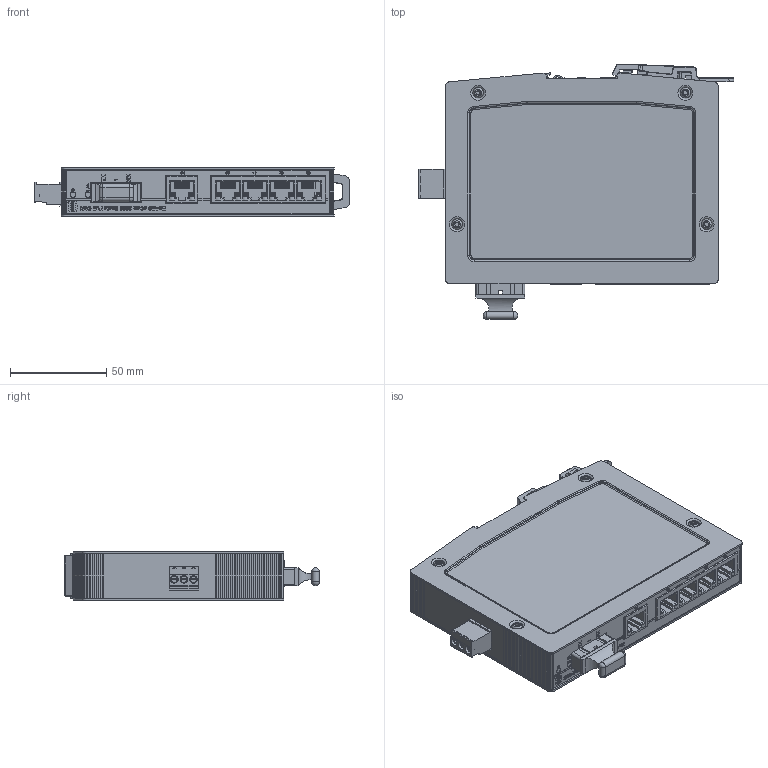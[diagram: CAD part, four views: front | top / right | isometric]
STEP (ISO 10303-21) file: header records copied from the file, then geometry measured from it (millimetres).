
FILE_DESCRIPTION(/* description */ (''),/* implementation_level */ '2;1');
FILE_NAME(/* name */ '100576702ugm000_a.stp',/* time_stamp */ '2014-05-07T12:38:35+02:00',/* author */ (''),/* organization */ (''),/* preprocessor_version */ 'ST-DEVELOPER v15',/* originating_system */ 'SIEMENS PLM Software NX 8.5',/* authorisation */ '');
FILE_SCHEMA (('AUTOMOTIVE_DESIGN { 1 0 10303 214 3 1 1 1 }'));
Products named in the file (1): 100576702ugm000_a
Bounding box: 164.4 x 132.66 x 25 mm (x, y, z)
Volume: 361623.8 mm3; surface area: 60624.8 mm2
Topology: 2 solids, 2 shells, 2695 faces, 7469 edges, 4835 vertices
Faces by surface type: plane 1448, cylinder 801, bspline 340, torus 55, cone 41, sphere 10
Full cylindrical faces by diameter (mm): 0.5 x1, 2.3 x10, 2.5 x2, 2.8 x2, 2.9 x1, 3.2 x1, 4 x3, 4.7 x2, 4.8 x2, 5.3 x9, 6 x2, 7 x4, 7.2 x2
Entity records: 102333 total; most frequent: CARTESIAN_POINT 34947, ORIENTED_EDGE 14636, DIRECTION 12924, EDGE_CURVE 7318, LINE 4850, VECTOR 4850, VERTEX_POINT 4802, AXIS2_PLACEMENT_3D 4037
